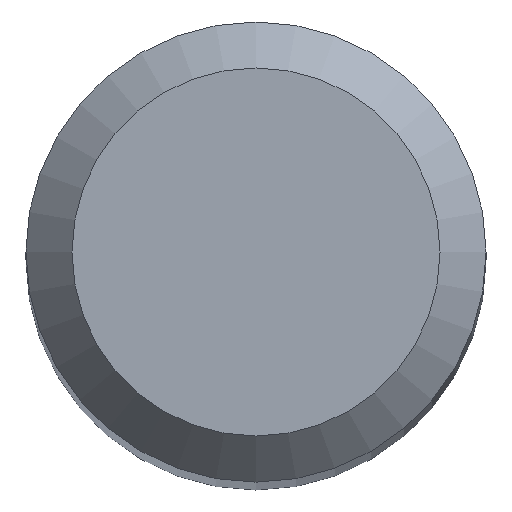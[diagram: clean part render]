
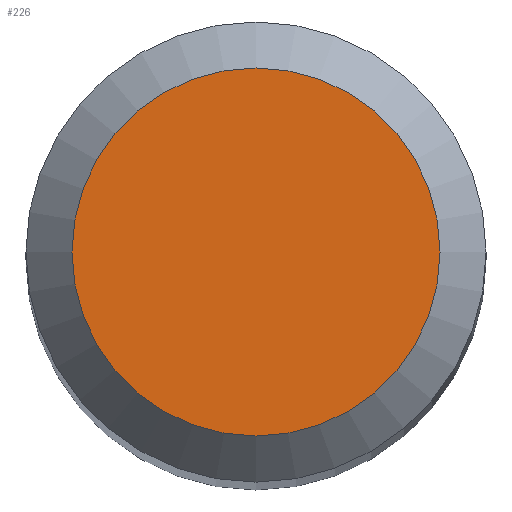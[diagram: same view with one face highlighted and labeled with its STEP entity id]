
A CAD part, top view. The second image highlights one B-rep face of the part: STEP entity #226.
In plain terms, the highlighted planar face has unit normal (0, 0, 1).
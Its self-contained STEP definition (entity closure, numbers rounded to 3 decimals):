
#58 = ORIENTED_EDGE ( 'NONE', *, *, #63, .F. ) ;
#63 = EDGE_CURVE ( 'NONE', #141, #141, #263, .T. ) ;
#73 = EDGE_LOOP ( 'NONE', ( #58 ) ) ;
#107 = CARTESIAN_POINT ( 'NONE',  ( 0., 0., 38. ) ) ;
#117 = PLANE ( 'NONE',  #265 ) ;
#122 = FACE_OUTER_BOUND ( 'NONE', #73, .T. ) ;
#141 = VERTEX_POINT ( 'NONE', #159 ) ;
#159 = CARTESIAN_POINT ( 'NONE',  ( -1.2, 0., 38. ) ) ;
#200 = DIRECTION ( 'NONE',  ( 0., 0., -1. ) ) ;
#204 = DIRECTION ( 'NONE',  ( -1., 0., 0. ) ) ;
#213 = DIRECTION ( 'NONE',  ( -1., 0., 0. ) ) ;
#226 = ADVANCED_FACE ( 'NONE', ( #122 ), #117, .F. ) ;
#262 = DIRECTION ( 'NONE',  ( 0., 0., -1. ) ) ;
#263 = CIRCLE ( 'NONE', #282, 1.2 ) ;
#265 = AXIS2_PLACEMENT_3D ( 'NONE', #296, #200, #204 ) ;
#282 = AXIS2_PLACEMENT_3D ( 'NONE', #107, #262, #213 ) ;
#296 = CARTESIAN_POINT ( 'NONE',  ( 0., 0., 38. ) ) ;
